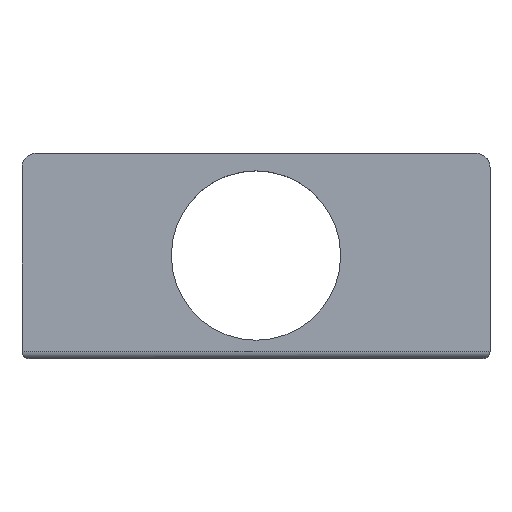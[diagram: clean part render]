
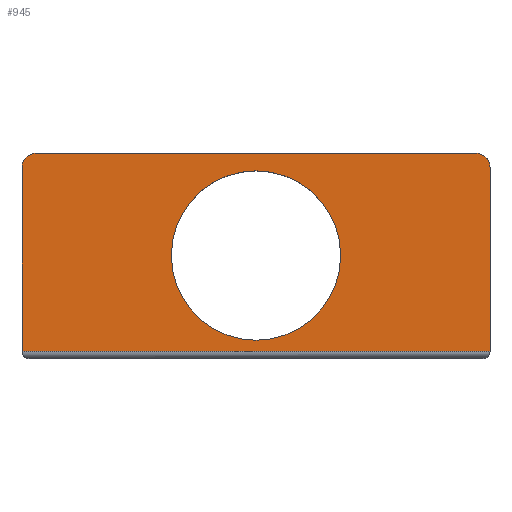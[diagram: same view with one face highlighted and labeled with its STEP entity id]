
A CAD part, top view. The second image highlights one B-rep face of the part: STEP entity #945.
In plain terms, the highlighted planar face has unit normal (0, 0, 1).
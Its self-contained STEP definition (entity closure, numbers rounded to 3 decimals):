
#30=FACE_BOUND('',#148,.T.);
#45=PLANE('',#1060);
#87=FACE_OUTER_BOUND('',#147,.T.);
#147=EDGE_LOOP('',(#799,#800,#801,#802,#803,#804));
#148=EDGE_LOOP('',(#805));
#210=LINE('',#1523,#283);
#227=LINE('',#1618,#300);
#241=LINE('',#1658,#314);
#243=LINE('',#1664,#316);
#283=VECTOR('',#1189,10.);
#300=VECTOR('',#1278,10.);
#314=VECTOR('',#1324,10.);
#316=VECTOR('',#1330,10.);
#336=CIRCLE('',#1004,5.9);
#362=CIRCLE('',#1061,1.);
#363=CIRCLE('',#1062,1.);
#412=VERTEX_POINT('',#1515);
#413=VERTEX_POINT('',#1521);
#414=VERTEX_POINT('',#1522);
#438=VERTEX_POINT('',#1616);
#448=VERTEX_POINT('',#1657);
#449=VERTEX_POINT('',#1661);
#450=VERTEX_POINT('',#1663);
#508=EDGE_CURVE('',#412,#412,#336,.F.);
#510=EDGE_CURVE('',#413,#414,#210,.T.);
#551=EDGE_CURVE('',#413,#438,#227,.T.);
#570=EDGE_CURVE('',#448,#414,#241,.T.);
#572=EDGE_CURVE('',#449,#438,#362,.T.);
#573=EDGE_CURVE('',#450,#449,#243,.T.);
#574=EDGE_CURVE('',#448,#450,#363,.T.);
#799=ORIENTED_EDGE('',*,*,#510,.F.);
#800=ORIENTED_EDGE('',*,*,#551,.T.);
#801=ORIENTED_EDGE('',*,*,#572,.F.);
#802=ORIENTED_EDGE('',*,*,#573,.F.);
#803=ORIENTED_EDGE('',*,*,#574,.F.);
#804=ORIENTED_EDGE('',*,*,#570,.T.);
#805=ORIENTED_EDGE('',*,*,#508,.F.);
#945=ADVANCED_FACE('',(#87,#30),#45,.T.);
#1004=AXIS2_PLACEMENT_3D('',#1516,#1180,#1181);
#1060=AXIS2_PLACEMENT_3D('',#1660,#1326,#1327);
#1061=AXIS2_PLACEMENT_3D('',#1662,#1328,#1329);
#1062=AXIS2_PLACEMENT_3D('',#1665,#1331,#1332);
#1180=DIRECTION('center_axis',(0.,0.,
-1.));
#1181=DIRECTION('ref_axis',(-1.,0.,0.));
#1189=DIRECTION('',(-1.,0.,0.));
#1278=DIRECTION('',(0.,1.,0.));
#1324=DIRECTION('',(0.,-1.,0.));
#1326=DIRECTION('center_axis',(0.,0.,
1.));
#1327=DIRECTION('ref_axis',(-1.,0.,0.));
#1328=DIRECTION('center_axis',(0.,0.,
-1.));
#1329=DIRECTION('ref_axis',(0.707,0.707,0.));
#1330=DIRECTION('',(1.,0.,0.));
#1331=DIRECTION('center_axis',(0.,0.,
-1.));
#1332=DIRECTION('ref_axis',(-0.707,0.707,0.));
#1515=CARTESIAN_POINT('',(192.568,153.672,100.454));
#1516=CARTESIAN_POINT('Origin',(186.668,153.672,100.454));
#1521=CARTESIAN_POINT('',(202.968,147.,100.454));
#1522=CARTESIAN_POINT('',(170.368,147.,100.454));
#1523=CARTESIAN_POINT('',(194.918,147.,100.454));
#1616=CARTESIAN_POINT('',(202.968,159.797,100.454));
#1618=CARTESIAN_POINT('',(202.968,147.5,100.454));
#1657=CARTESIAN_POINT('',(170.368,159.797,100.454));
#1658=CARTESIAN_POINT('',(170.368,147.5,100.454));
#1660=CARTESIAN_POINT('Origin',(203.168,147.5,100.454));
#1661=CARTESIAN_POINT('',(201.968,160.797,100.454));
#1662=CARTESIAN_POINT('Origin',(201.968,159.797,100.454));
#1663=CARTESIAN_POINT('',(171.368,160.797,100.454));
#1664=CARTESIAN_POINT('',(186.668,160.797,100.454));
#1665=CARTESIAN_POINT('Origin',(171.368,159.797,100.454));
